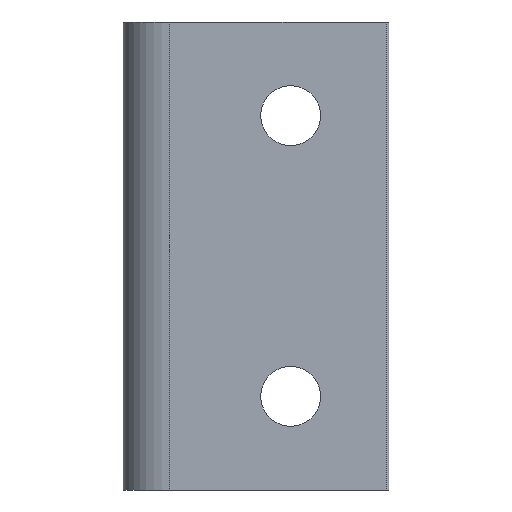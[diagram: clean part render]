
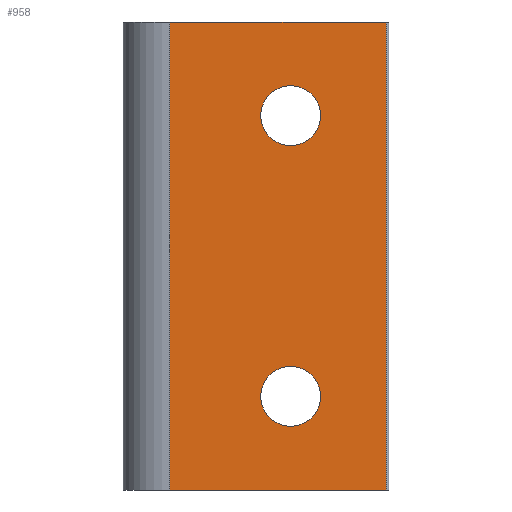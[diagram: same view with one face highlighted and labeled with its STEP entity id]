
A CAD part, front view. The second image highlights one B-rep face of the part: STEP entity #958.
In plain terms, the highlighted planar face has unit normal (0, -1, 0).
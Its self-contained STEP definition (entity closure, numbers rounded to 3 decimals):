
#5 = EDGE_CURVE ( 'NONE', #14, #495, #7, .T. ) ;
#7 = LINE ( 'NONE', #972, #793 ) ;
#14 = VERTEX_POINT ( 'NONE', #900 ) ;
#58 = DIRECTION ( 'NONE',  ( 0., 1., 0. ) ) ;
#67 = FACE_BOUND ( 'NONE', #636, .T. ) ;
#70 = ORIENTED_EDGE ( 'NONE', *, *, #572, .T. ) ;
#75 = DIRECTION ( 'NONE',  ( 0., 1., 0. ) ) ;
#86 = AXIS2_PLACEMENT_3D ( 'NONE', #773, #318, #848 ) ;
#89 = VERTEX_POINT ( 'NONE', #635 ) ;
#90 = FACE_BOUND ( 'NONE', #524, .T. ) ;
#108 = CARTESIAN_POINT ( 'NONE',  ( 12.9, -5., -15. ) ) ;
#109 = CARTESIAN_POINT ( 'NONE',  ( 23.1, -5., -25. ) ) ;
#117 = LINE ( 'NONE', #469, #311 ) ;
#128 = EDGE_CURVE ( 'NONE', #89, #841, #492, .T. ) ;
#155 = VERTEX_POINT ( 'NONE', #514 ) ;
#168 = CARTESIAN_POINT ( 'NONE',  ( 12.9, -5., -15. ) ) ;
#178 = DIRECTION ( 'NONE',  ( -1., 0., 0. ) ) ;
#210 = AXIS2_PLACEMENT_3D ( 'NONE', #168, #698, #242 ) ;
#241 = ORIENTED_EDGE ( 'NONE', *, *, #558, .T. ) ;
#242 = DIRECTION ( 'NONE',  ( -1., 0., 0. ) ) ;
#248 = CARTESIAN_POINT ( 'NONE',  ( 23.1, -5., 25. ) ) ;
#262 = ORIENTED_EDGE ( 'NONE', *, *, #5, .F. ) ;
#280 = VECTOR ( 'NONE', #316, 1000. ) ;
#292 = EDGE_CURVE ( 'NONE', #819, #901, #612, .T. ) ;
#311 = VECTOR ( 'NONE', #921, 1000. ) ;
#316 = DIRECTION ( 'NONE',  ( 0., 0., 1. ) ) ;
#318 = DIRECTION ( 'NONE',  ( 0., 1., 0. ) ) ;
#353 = AXIS2_PLACEMENT_3D ( 'NONE', #108, #639, #178 ) ;
#358 = CARTESIAN_POINT ( 'NONE',  ( 0., -5., 25. ) ) ;
#389 = CARTESIAN_POINT ( 'NONE',  ( 23.1, -5., 25. ) ) ;
#422 = ORIENTED_EDGE ( 'NONE', *, *, #292, .F. ) ;
#433 = CARTESIAN_POINT ( 'NONE',  ( 9.7, -5., -15. ) ) ;
#437 = EDGE_LOOP ( 'NONE', ( #840, #70, #262, #462 ) ) ;
#439 = DIRECTION ( 'NONE',  ( 1., 0., 0. ) ) ;
#462 = ORIENTED_EDGE ( 'NONE', *, *, #942, .T. ) ;
#464 = AXIS2_PLACEMENT_3D ( 'NONE', #505, #58, #588 ) ;
#469 = CARTESIAN_POINT ( 'NONE',  ( 0., -5., -25. ) ) ;
#492 = CIRCLE ( 'NONE', #464, 3.2 ) ;
#495 = VERTEX_POINT ( 'NONE', #389 ) ;
#505 = CARTESIAN_POINT ( 'NONE',  ( 12.9, -5., 15. ) ) ;
#509 = LINE ( 'NONE', #358, #917 ) ;
#514 = CARTESIAN_POINT ( 'NONE',  ( 0., -5., -25. ) ) ;
#515 = EDGE_CURVE ( 'NONE', #901, #819, #622, .T. ) ;
#516 = CIRCLE ( 'NONE', #86, 3.2 ) ;
#524 = EDGE_LOOP ( 'NONE', ( #241, #648 ) ) ;
#537 = EDGE_CURVE ( 'NONE', #155, #703, #117, .T. ) ;
#558 = EDGE_CURVE ( 'NONE', #841, #89, #516, .T. ) ;
#572 = EDGE_CURVE ( 'NONE', #703, #495, #790, .T. ) ;
#588 = DIRECTION ( 'NONE',  ( -1., 0., 0. ) ) ;
#602 = DIRECTION ( 'NONE',  ( 0., 0., 1. ) ) ;
#612 = CIRCLE ( 'NONE', #353, 3.2 ) ;
#622 = CIRCLE ( 'NONE', #210, 3.2 ) ;
#635 = CARTESIAN_POINT ( 'NONE',  ( 16.1, -5., 15. ) ) ;
#636 = EDGE_LOOP ( 'NONE', ( #422, #816 ) ) ;
#639 = DIRECTION ( 'NONE',  ( 0., -1., 0. ) ) ;
#648 = ORIENTED_EDGE ( 'NONE', *, *, #128, .T. ) ;
#655 = AXIS2_PLACEMENT_3D ( 'NONE', #815, #75, #602 ) ;
#663 = CARTESIAN_POINT ( 'NONE',  ( 9.7, -5., 15. ) ) ;
#666 = FACE_OUTER_BOUND ( 'NONE', #437, .T. ) ;
#698 = DIRECTION ( 'NONE',  ( 0., -1., 0. ) ) ;
#703 = VERTEX_POINT ( 'NONE', #109 ) ;
#740 = PLANE ( 'NONE',  #655 ) ;
#752 = CARTESIAN_POINT ( 'NONE',  ( 16.1, -5., -15. ) ) ;
#773 = CARTESIAN_POINT ( 'NONE',  ( 12.9, -5., 15. ) ) ;
#790 = LINE ( 'NONE', #248, #280 ) ;
#793 = VECTOR ( 'NONE', #439, 1000. ) ;
#815 = CARTESIAN_POINT ( 'NONE',  ( 0., -5., 25. ) ) ;
#816 = ORIENTED_EDGE ( 'NONE', *, *, #515, .F. ) ;
#819 = VERTEX_POINT ( 'NONE', #433 ) ;
#840 = ORIENTED_EDGE ( 'NONE', *, *, #537, .T. ) ;
#841 = VERTEX_POINT ( 'NONE', #663 ) ;
#848 = DIRECTION ( 'NONE',  ( -1., 0., 0. ) ) ;
#887 = DIRECTION ( 'NONE',  ( 0., 0., -1. ) ) ;
#900 = CARTESIAN_POINT ( 'NONE',  ( 0., -5., 25. ) ) ;
#901 = VERTEX_POINT ( 'NONE', #752 ) ;
#917 = VECTOR ( 'NONE', #887, 1000. ) ;
#921 = DIRECTION ( 'NONE',  ( 1., 0., 0. ) ) ;
#942 = EDGE_CURVE ( 'NONE', #14, #155, #509, .T. ) ;
#958 = ADVANCED_FACE ( 'NONE', ( #67, #90, #666 ), #740, .F. ) ;
#972 = CARTESIAN_POINT ( 'NONE',  ( 0., -5., 25. ) ) ;
